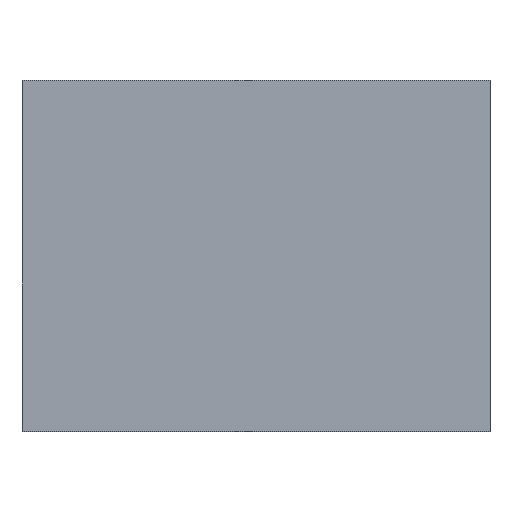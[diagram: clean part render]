
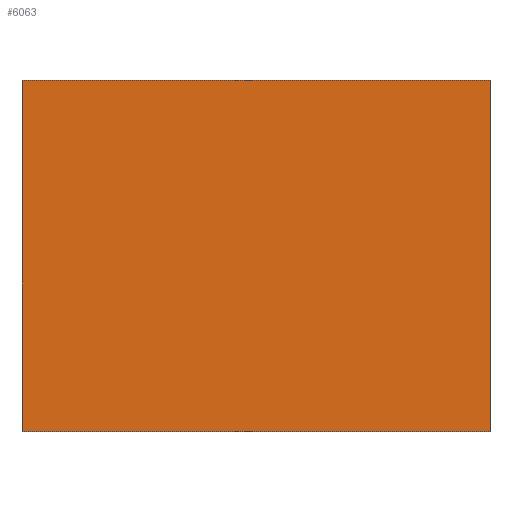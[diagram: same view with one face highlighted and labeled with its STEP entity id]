
A CAD part, top view. The second image highlights one B-rep face of the part: STEP entity #6063.
In plain terms, the highlighted face is planar.
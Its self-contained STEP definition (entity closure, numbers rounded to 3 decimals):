
#4552=DIRECTION('',(0.,0.,1.));
#4553=VECTOR('',#4552,3.);
#4554=CARTESIAN_POINT('',(-2.,0.775,-1.5));
#4555=LINE('',#4554,#4553);
#4559=DIRECTION('',(-1.,0.,0.));
#4560=VECTOR('',#4559,4.);
#4561=CARTESIAN_POINT('',(2.,0.775,-1.5));
#4562=LINE('',#4561,#4560);
#4566=DIRECTION('',(0.,0.,-1.));
#4567=VECTOR('',#4566,3.);
#4568=CARTESIAN_POINT('',(2.,0.775,1.5));
#4569=LINE('',#4568,#4567);
#4573=DIRECTION('',(1.,0.,0.));
#4574=VECTOR('',#4573,4.);
#4575=CARTESIAN_POINT('',(-2.,0.775,1.5));
#4576=LINE('',#4575,#4574);
#5077=CARTESIAN_POINT('',(-2.,0.775,-1.5));
#5078=CARTESIAN_POINT('',(-2.,0.775,1.5));
#5079=VERTEX_POINT('',#5077);
#5080=VERTEX_POINT('',#5078);
#5081=CARTESIAN_POINT('',(2.,0.775,1.5));
#5082=VERTEX_POINT('',#5081);
#5083=CARTESIAN_POINT('',(2.,0.775,-1.5));
#5084=VERTEX_POINT('',#5083);
#6052=CARTESIAN_POINT('',(0.,0.775,0.));
#6053=DIRECTION('',(0.,1.,0.));
#6054=DIRECTION('',(1.,0.,0.));
#6055=AXIS2_PLACEMENT_3D('',#6052,#6053,#6054);
#6056=PLANE('',#6055);
#6057=ORIENTED_EDGE('',*,*,#5567,.F.);
#6058=ORIENTED_EDGE('',*,*,#5619,.F.);
#6059=ORIENTED_EDGE('',*,*,#5678,.F.);
#6060=ORIENTED_EDGE('',*,*,#6026,.F.);
#6061=EDGE_LOOP('',(#6057,#6058,#6059,#6060));
#6062=FACE_OUTER_BOUND('',#6061,.F.);
#5567=EDGE_CURVE('',#5079,#5080,#4555,.T.);
#5619=EDGE_CURVE('',#5084,#5079,#4562,.T.);
#5678=EDGE_CURVE('',#5082,#5084,#4569,.T.);
#6026=EDGE_CURVE('',#5080,#5082,#4576,.T.);
#6063=ADVANCED_FACE('',(#6062),#6056,.T.);
